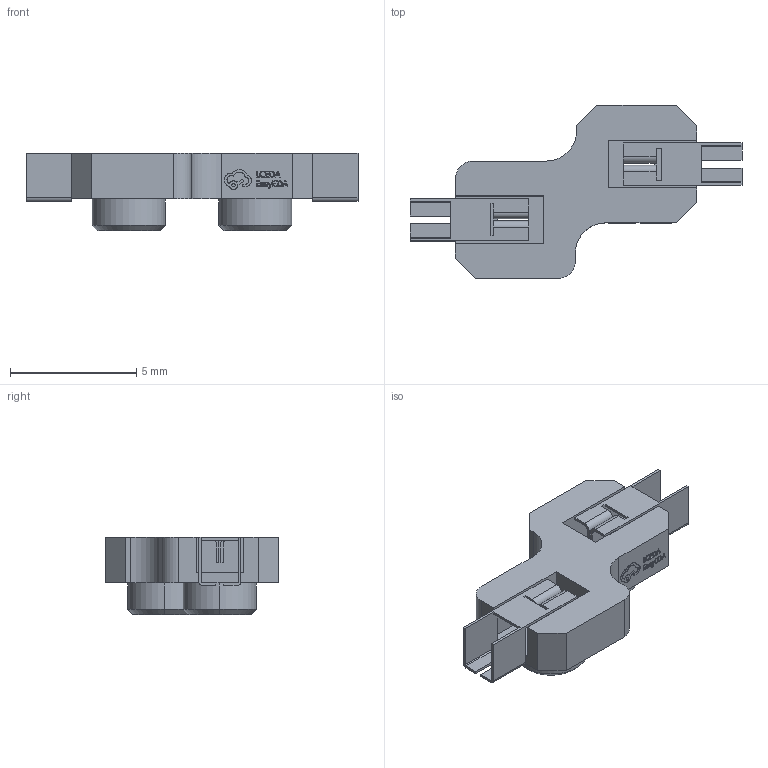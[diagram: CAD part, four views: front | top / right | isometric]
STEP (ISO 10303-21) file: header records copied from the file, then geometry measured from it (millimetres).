
FILE_DESCRIPTION(('FreeCAD Model'),'2;1');
FILE_NAME('Open CASCADE Shape Model','2024-05-20T08:41:36',(''),(''), 'Open CASCADE STEP processor 7.6','FreeCAD','Unknown');
FILE_SCHEMA(('AUTOMOTIVE_DESIGN { 1 0 10303 214 1 1 1 1 }'));
Length unit declared in the file: millimetre
Products named in the file (4): Unnamed; COMPOUND030; COMPOUND026; COMPOUND027
Assembly tree (3 placements, depth 2):
  Unnamed
    COMPOUND030
    COMPOUND026
    COMPOUND027
Bounding box: 13.15 x 6.85 x 3.05 mm (x, y, z)
Volume: 76.9 mm3; surface area: 258.4 mm2
Topology: 3 solids, 3 shells, 352 faces, 963 edges, 638 vertices
Faces by surface type: plane 226, bspline 98, cylinder 24, cone 4
Entity records: 14123 total; most frequent: CARTESIAN_POINT 3263, ORIENTED_EDGE 1926, DIRECTION 1331, EDGE_CURVE 963, LINE 711, VECTOR 711, VERTEX_POINT 638, FACE_BOUND 377
